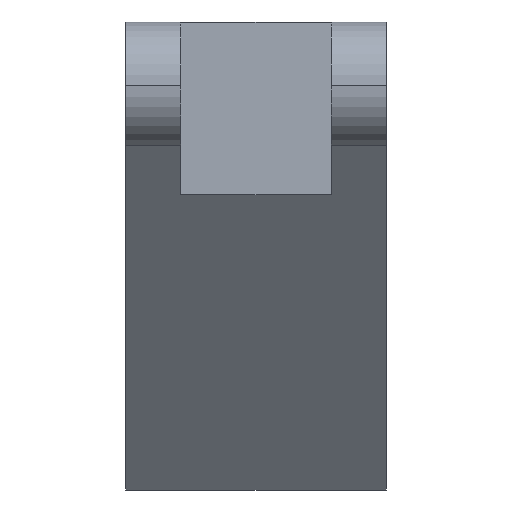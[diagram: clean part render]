
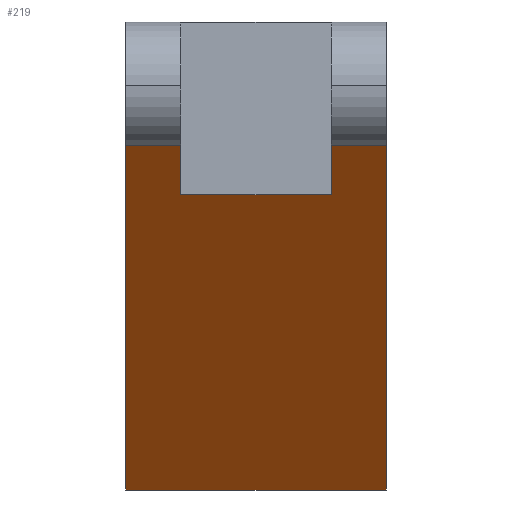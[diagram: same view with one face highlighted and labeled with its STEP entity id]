
A CAD part, left-side view. The second image highlights one B-rep face of the part: STEP entity #219.
In plain terms, the highlighted planar face has unit normal (-0.345, 0, -0.939).
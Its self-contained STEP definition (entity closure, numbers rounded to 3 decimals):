
#62=CARTESIAN_POINT('',(-36.868,2.6,11.903));
#63=VERTEX_POINT('',#62);
#71=CARTESIAN_POINT('',(-32.235,2.6,10.199));
#72=VERTEX_POINT('',#71);
#73=CARTESIAN_POINT('',(-127.727,2.6,45.315));
#74=DIRECTION('',(-0.939,0.,0.345));
#75=VECTOR('',#74,49.37);
#76=LINE('',#73,#75);
#77=EDGE_CURVE('',#72,#63,#76,.T.);
#114=CARTESIAN_POINT('',(-32.235,-2.6,10.199));
#115=VERTEX_POINT('',#114);
#122=CARTESIAN_POINT('',(-36.868,-2.6,11.903));
#123=VERTEX_POINT('',#122);
#124=CARTESIAN_POINT('',(-174.063,-2.6,62.354));
#125=DIRECTION('',(0.939,0.,-0.345));
#126=VECTOR('',#125,49.37);
#127=LINE('',#124,#126);
#128=EDGE_CURVE('',#123,#115,#127,.T.);
#161=CARTESIAN_POINT('',(-32.235,-5.75,10.199));
#162=DIRECTION('',(0.,1.,0.));
#163=VECTOR('',#162,52.);
#164=LINE('',#161,#163);
#165=EDGE_CURVE('',#115,#72,#164,.T.);
#171=CARTESIAN_POINT('',(-20.684,-4.5,5.951));
#172=DIRECTION('',(-0.345,0.,-0.939));
#173=DIRECTION('',(-0.939,0.,0.345));
#174=AXIS2_PLACEMENT_3D('',#171,#172,#173);
#175=PLANE('',#174);
#176=ORIENTED_EDGE('',*,*,#128,.T.);
#177=ORIENTED_EDGE('',*,*,#165,.T.);
#178=ORIENTED_EDGE('',*,*,#77,.T.);
#179=CARTESIAN_POINT('',(-36.868,4.5,11.903));
#180=VERTEX_POINT('',#179);
#181=CARTESIAN_POINT('',(-36.868,66.5,11.903));
#182=DIRECTION('',(0.,1.,0.));
#183=VECTOR('',#182,19.);
#184=LINE('',#181,#183);
#185=EDGE_CURVE('',#63,#180,#184,.T.);
#186=ORIENTED_EDGE('',*,*,#185,.T.);
#187=CARTESIAN_POINT('',(-4.5,4.5,-0.));
#188=VERTEX_POINT('',#187);
#189=CARTESIAN_POINT('',(-328.182,4.5,119.028));
#190=DIRECTION('',(0.939,0.,-0.345));
#191=VECTOR('',#190,344.873);
#192=LINE('',#189,#191);
#193=EDGE_CURVE('',#180,#188,#192,.T.);
#194=ORIENTED_EDGE('',*,*,#193,.T.);
#195=CARTESIAN_POINT('',(-4.5,-4.5,-0.));
#196=VERTEX_POINT('',#195);
#197=CARTESIAN_POINT('',(-4.5,-4.5,-0.));
#198=DIRECTION('',(0.,1.,0.));
#199=VECTOR('',#198,90.);
#200=LINE('',#197,#199);
#201=EDGE_CURVE('',#196,#188,#200,.T.);
#202=ORIENTED_EDGE('',*,*,#201,.F.);
#203=CARTESIAN_POINT('',(-36.868,-4.5,11.903));
#204=VERTEX_POINT('',#203);
#205=CARTESIAN_POINT('',(-4.5,-4.5,-0.));
#206=DIRECTION('',(-0.939,0.,0.345));
#207=VECTOR('',#206,344.873);
#208=LINE('',#205,#207);
#209=EDGE_CURVE('',#196,#204,#208,.T.);
#210=ORIENTED_EDGE('',*,*,#209,.T.);
#211=CARTESIAN_POINT('',(-36.868,-4.5,11.903));
#212=DIRECTION('',(0.,1.,0.));
#213=VECTOR('',#212,19.);
#214=LINE('',#211,#213);
#215=EDGE_CURVE('',#204,#123,#214,.T.);
#216=ORIENTED_EDGE('',*,*,#215,.T.);
#217=EDGE_LOOP('',(#176,#177,#178,#186,#194,#202,#210,#216));
#218=FACE_BOUND('',#217,.T.);
#219=ADVANCED_FACE('',(#218),#175,.T.);
